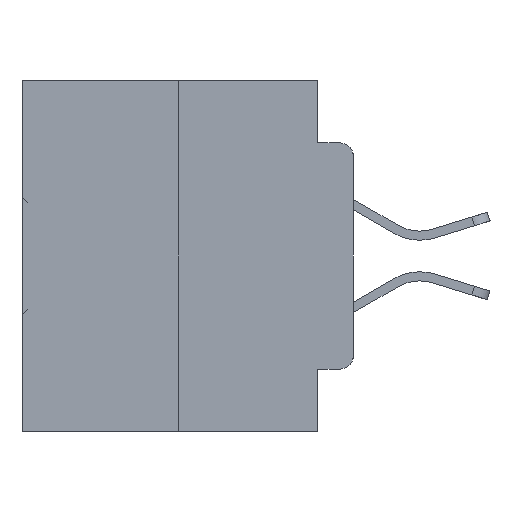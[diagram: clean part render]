
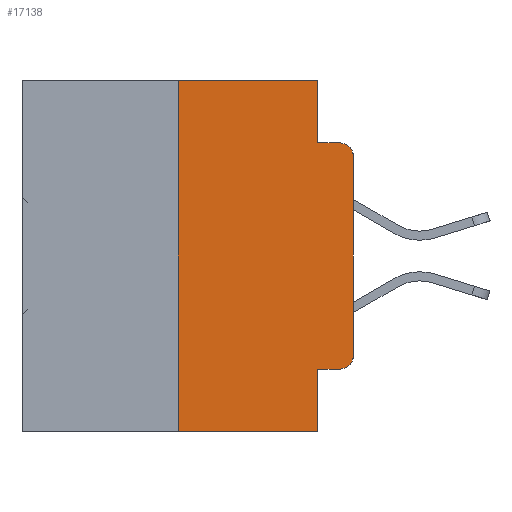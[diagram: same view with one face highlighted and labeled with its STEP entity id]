
A CAD part, left-side view. The second image highlights one B-rep face of the part: STEP entity #17138.
In plain terms, the highlighted planar face has unit normal (-1, 0, 0).
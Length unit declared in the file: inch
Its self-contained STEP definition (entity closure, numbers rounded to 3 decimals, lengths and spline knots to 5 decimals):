
#275 = DIRECTION ( 'NONE',  ( 0., 0., 1. ) ) ;
#294 = CARTESIAN_POINT ( 'NONE',  ( 0., 0.473, -0.5 ) ) ;
#666 = DIRECTION ( 'NONE',  ( 0., 0., -1. ) ) ;
#959 = VECTOR ( 'NONE', #275, 39.37008 ) ;
#1313 = DIRECTION ( 'NONE',  ( 0., -1., 0. ) ) ;
#1438 = VERTEX_POINT ( 'NONE', #18755 ) ;
#2036 = EDGE_CURVE ( 'NONE', #1438, #4160, #23364, .T. ) ;
#2225 = CARTESIAN_POINT ( 'NONE',  ( 0., 0.473, 0. ) ) ;
#3199 = CARTESIAN_POINT ( 'NONE',  ( 0., 0.02, -0.3915 ) ) ;
#3353 = LINE ( 'NONE', #3468, #24262 ) ;
#3364 = VECTOR ( 'NONE', #7383, 39.37008 ) ;
#3468 = CARTESIAN_POINT ( 'NONE',  ( 0., 0.25, 0. ) ) ;
#3652 = ORIENTED_EDGE ( 'NONE', *, *, #7519, .F. ) ;
#4003 = CIRCLE ( 'NONE', #10571, 0.02 ) ;
#4160 = VERTEX_POINT ( 'NONE', #17684 ) ;
#4308 = VERTEX_POINT ( 'NONE', #29145 ) ;
#4699 = PLANE ( 'NONE',  #32407 ) ;
#4749 = CARTESIAN_POINT ( 'NONE',  ( 0., 0.051, -0.0885 ) ) ;
#4837 = VERTEX_POINT ( 'NONE', #35064 ) ;
#5034 = DIRECTION ( 'NONE',  ( 0., -1., 0. ) ) ;
#5520 = VERTEX_POINT ( 'NONE', #31179 ) ;
#5653 = EDGE_CURVE ( 'NONE', #32036, #29454, #32344, .T. ) ;
#6077 = DIRECTION ( 'NONE',  ( 0., 0., -1. ) ) ;
#6330 = VERTEX_POINT ( 'NONE', #30470 ) ;
#7080 = VECTOR ( 'NONE', #7620, 39.37008 ) ;
#7383 = DIRECTION ( 'NONE',  ( 0., -1., 0. ) ) ;
#7388 = VECTOR ( 'NONE', #33590, 39.37008 ) ;
#7514 = VECTOR ( 'NONE', #1313, 39.37008 ) ;
#7519 = EDGE_CURVE ( 'NONE', #29454, #33354, #10794, .T. ) ;
#7620 = DIRECTION ( 'NONE',  ( 0., 0., -1. ) ) ;
#7785 = ORIENTED_EDGE ( 'NONE', *, *, #31659, .F. ) ;
#8039 = ORIENTED_EDGE ( 'NONE', *, *, #20880, .T. ) ;
#9507 = ORIENTED_EDGE ( 'NONE', *, *, #5653, .F. ) ;
#10571 = AXIS2_PLACEMENT_3D ( 'NONE', #3199, #22303, #6077 ) ;
#10791 = DIRECTION ( 'NONE',  ( 0., 0., -1. ) ) ;
#10794 = LINE ( 'NONE', #12621, #3364 ) ;
#11243 = CARTESIAN_POINT ( 'NONE',  ( 0., 0., -0.3915 ) ) ;
#11410 = CARTESIAN_POINT ( 'NONE',  ( 0., 0., 0. ) ) ;
#12011 = VECTOR ( 'NONE', #5034, 39.37008 ) ;
#12621 = CARTESIAN_POINT ( 'NONE',  ( 0., 0.051, -0.0885 ) ) ;
#12891 = ORIENTED_EDGE ( 'NONE', *, *, #2036, .T. ) ;
#13002 = EDGE_CURVE ( 'NONE', #4837, #33354, #30508, .T. ) ;
#14328 = AXIS2_PLACEMENT_3D ( 'NONE', #33184, #17188, #666 ) ;
#14631 = FACE_OUTER_BOUND ( 'NONE', #15917, .T. ) ;
#14803 = EDGE_CURVE ( 'NONE', #22507, #4837, #15657, .T. ) ;
#15505 = EDGE_CURVE ( 'NONE', #5520, #22507, #4003, .T. ) ;
#15657 = LINE ( 'NONE', #11410, #959 ) ;
#15917 = EDGE_LOOP ( 'NONE', ( #23366, #18128, #3652, #9507, #27423, #7785, #12891, #28066, #8039, #20122 ) ) ;
#16065 = CARTESIAN_POINT ( 'NONE',  ( 0., 0.051, 0. ) ) ;
#16662 = CARTESIAN_POINT ( 'NONE',  ( 0., 0.051, 0. ) ) ;
#17138 = ADVANCED_FACE ( 'NONE', ( #14631 ), #4699, .F. ) ;
#17147 = DIRECTION ( 'NONE',  ( 0., 0., 1. ) ) ;
#17188 = DIRECTION ( 'NONE',  ( -1., 0., 0. ) ) ;
#17684 = CARTESIAN_POINT ( 'NONE',  ( 0., 0.051, -0.5 ) ) ;
#18128 = ORIENTED_EDGE ( 'NONE', *, *, #13002, .T. ) ;
#18526 = EDGE_CURVE ( 'NONE', #4308, #32036, #26272, .T. ) ;
#18755 = CARTESIAN_POINT ( 'NONE',  ( 0., 0.25, -0.5 ) ) ;
#20122 = ORIENTED_EDGE ( 'NONE', *, *, #15505, .T. ) ;
#20880 = EDGE_CURVE ( 'NONE', #6330, #5520, #29006, .T. ) ;
#22303 = DIRECTION ( 'NONE',  ( -1., 0., 0. ) ) ;
#22504 = VECTOR ( 'NONE', #27955, 39.37008 ) ;
#22507 = VERTEX_POINT ( 'NONE', #11243 ) ;
#22705 = EDGE_CURVE ( 'NONE', #6330, #4160, #28877, .T. ) ;
#23364 = LINE ( 'NONE', #294, #22504 ) ;
#23366 = ORIENTED_EDGE ( 'NONE', *, *, #14803, .T. ) ;
#24212 = CARTESIAN_POINT ( 'NONE',  ( 0., 0.473, 0. ) ) ;
#24262 = VECTOR ( 'NONE', #17147, 39.37008 ) ;
#26272 = LINE ( 'NONE', #2225, #12011 ) ;
#26873 = DIRECTION ( 'NONE',  ( 1., 0., 0. ) ) ;
#27423 = ORIENTED_EDGE ( 'NONE', *, *, #18526, .F. ) ;
#27914 = CARTESIAN_POINT ( 'NONE',  ( 0., 0.02, -0.0885 ) ) ;
#27955 = DIRECTION ( 'NONE',  ( 0., -1., 0. ) ) ;
#28066 = ORIENTED_EDGE ( 'NONE', *, *, #22705, .F. ) ;
#28877 = LINE ( 'NONE', #33477, #7388 ) ;
#29006 = LINE ( 'NONE', #31154, #7514 ) ;
#29145 = CARTESIAN_POINT ( 'NONE',  ( 0., 0.25, 0. ) ) ;
#29454 = VERTEX_POINT ( 'NONE', #4749 ) ;
#30470 = CARTESIAN_POINT ( 'NONE',  ( 0., 0.051, -0.4115 ) ) ;
#30508 = CIRCLE ( 'NONE', #14328, 0.02 ) ;
#31154 = CARTESIAN_POINT ( 'NONE',  ( 0., 0.051, -0.4115 ) ) ;
#31179 = CARTESIAN_POINT ( 'NONE',  ( 0., 0.02, -0.4115 ) ) ;
#31659 = EDGE_CURVE ( 'NONE', #1438, #4308, #3353, .T. ) ;
#32036 = VERTEX_POINT ( 'NONE', #16065 ) ;
#32344 = LINE ( 'NONE', #16662, #7080 ) ;
#32407 = AXIS2_PLACEMENT_3D ( 'NONE', #24212, #26873, #10791 ) ;
#33184 = CARTESIAN_POINT ( 'NONE',  ( 0., 0.02, -0.1085 ) ) ;
#33354 = VERTEX_POINT ( 'NONE', #27914 ) ;
#33477 = CARTESIAN_POINT ( 'NONE',  ( 0., 0.051, 0. ) ) ;
#33590 = DIRECTION ( 'NONE',  ( 0., 0., -1. ) ) ;
#35064 = CARTESIAN_POINT ( 'NONE',  ( 0., 0., -0.1085 ) ) ;
